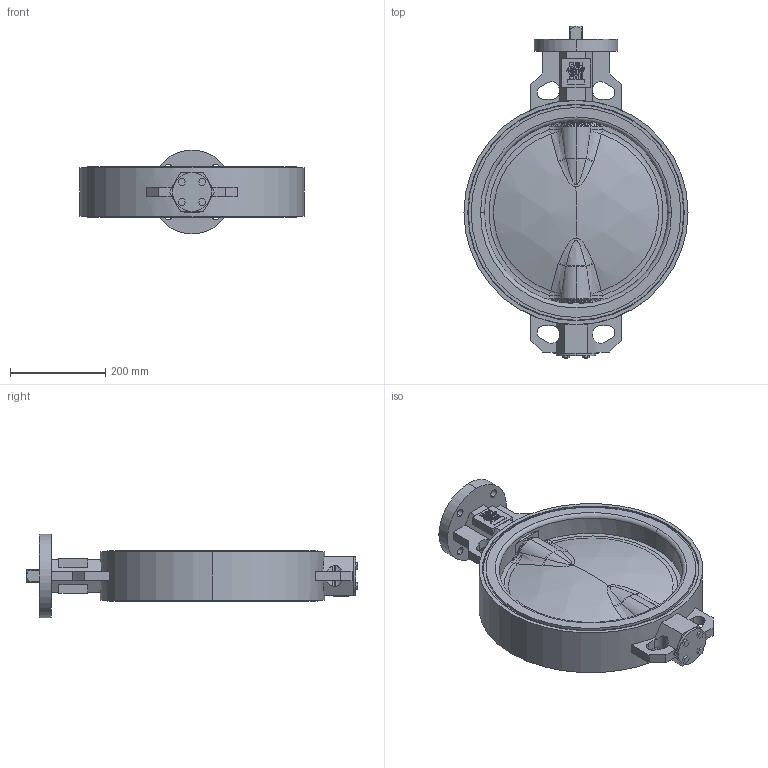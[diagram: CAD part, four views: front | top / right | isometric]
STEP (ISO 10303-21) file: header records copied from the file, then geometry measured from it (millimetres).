
FILE_DESCRIPTION (( 'STEP AP203' ), '1' );
FILE_NAME ('EVS-i DN400 PN16 F14-L27.STEP', '2024-04-22T12:49:23', ( '' ), ( '' ), 'SwSTEP 2.0', 'SolidWorks 2015', '' );
FILE_SCHEMA (( 'CONFIG_CONTROL_DESIGN' ));
Length unit declared in the file: millimetre
Products named in the file (1): EVS-i DN400 PN16 F14-L27
Bounding box: 470 x 696 x 175 mm (x, y, z)
Volume: 12182774.3 mm3; surface area: 775860.9 mm2
Topology: 1 solids, 1 shells, 562 faces, 1443 edges, 915 vertices
Faces by surface type: plane 287, bspline 123, cylinder 77, torus 40, cone 23, sphere 12
Entity records: 23056 total; most frequent: CARTESIAN_POINT 10130, ORIENTED_EDGE 2870, DIRECTION 2330, EDGE_CURVE 1435, VERTEX_POINT 915, LINE 826, VECTOR 826, AXIS2_PLACEMENT_3D 752
